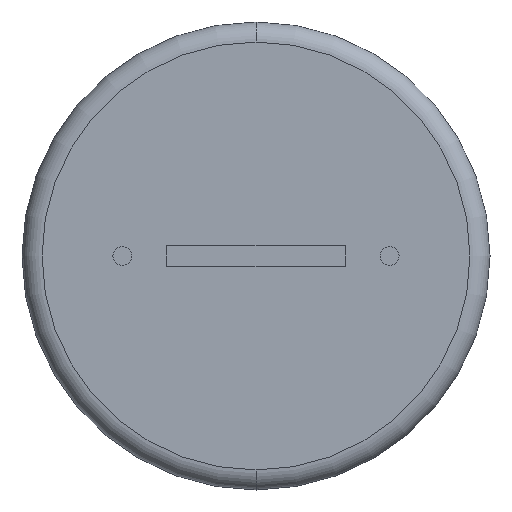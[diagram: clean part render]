
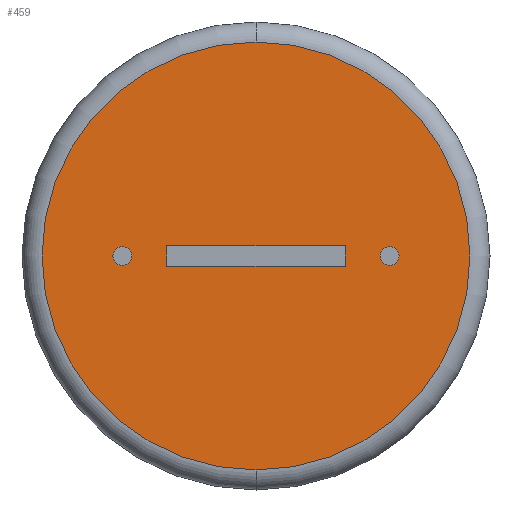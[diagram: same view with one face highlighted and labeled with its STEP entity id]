
A CAD part, front view. The second image highlights one B-rep face of the part: STEP entity #459.
In plain terms, the highlighted planar face has unit normal (0, -1, 0).
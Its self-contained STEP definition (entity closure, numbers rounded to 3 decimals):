
#19 = EDGE_LOOP ( 'NONE', ( #2114, #1254 ) ) ;
#43 = ORIENTED_EDGE ( 'NONE', *, *, #2493, .F. ) ;
#48 = DIRECTION ( 'NONE',  ( 0., 0., -1. ) ) ;
#67 = EDGE_LOOP ( 'NONE', ( #1182, #419 ) ) ;
#102 = VECTOR ( 'NONE', #48, 1000. ) ;
#156 = DIRECTION ( 'NONE',  ( 0., 1., 0. ) ) ;
#160 = VERTEX_POINT ( 'NONE', #2107 ) ;
#173 = LINE ( 'NONE', #1555, #2482 ) ;
#228 = DIRECTION ( 'NONE',  ( 0., 0., 1. ) ) ;
#248 = DIRECTION ( 'NONE',  ( 0., 0., -1. ) ) ;
#318 = DIRECTION ( 'NONE',  ( -1., 0., 0. ) ) ;
#330 = CARTESIAN_POINT ( 'NONE',  ( 0., 0., -0.15 ) ) ;
#332 = EDGE_LOOP ( 'NONE', ( #1982, #43, #1795, #1420 ) ) ;
#363 = CARTESIAN_POINT ( 'NONE',  ( 1.334, 0., -0.15 ) ) ;
#405 = CARTESIAN_POINT ( 'NONE',  ( 2., 0., 0. ) ) ;
#419 = ORIENTED_EDGE ( 'NONE', *, *, #2822, .T. ) ;
#459 = ADVANCED_FACE ( 'NONE', ( #1313, #2585, #1570, #2876 ), #2054, .F. ) ;
#497 = CARTESIAN_POINT ( 'NONE',  ( 1.334, 0., 0.15 ) ) ;
#524 = DIRECTION ( 'NONE',  ( 0., -1., 0. ) ) ;
#529 = VECTOR ( 'NONE', #318, 1000. ) ;
#538 = VERTEX_POINT ( 'NONE', #2021 ) ;
#568 = EDGE_CURVE ( 'NONE', #1453, #538, #1236, .T. ) ;
#586 = CARTESIAN_POINT ( 'NONE',  ( 0., 0., 3.2 ) ) ;
#624 = CARTESIAN_POINT ( 'NONE',  ( -1.334, 0., 0.15 ) ) ;
#627 = VERTEX_POINT ( 'NONE', #733 ) ;
#643 = DIRECTION ( 'NONE',  ( 0., 0., 1. ) ) ;
#700 = EDGE_CURVE ( 'NONE', #2729, #1813, #1139, .T. ) ;
#719 = VERTEX_POINT ( 'NONE', #497 ) ;
#733 = CARTESIAN_POINT ( 'NONE',  ( 2., 0., 0.14 ) ) ;
#763 = EDGE_LOOP ( 'NONE', ( #1850, #2511 ) ) ;
#830 = AXIS2_PLACEMENT_3D ( 'NONE', #2459, #1811, #643 ) ;
#902 = VERTEX_POINT ( 'NONE', #363 ) ;
#919 = CARTESIAN_POINT ( 'NONE',  ( 2., 0., -0.14 ) ) ;
#960 = AXIS2_PLACEMENT_3D ( 'NONE', #1412, #2576, #2334 ) ;
#968 = CARTESIAN_POINT ( 'NONE',  ( 0., 0., 0.15 ) ) ;
#1139 = CIRCLE ( 'NONE', #1334, 0.14 ) ;
#1182 = ORIENTED_EDGE ( 'NONE', *, *, #568, .T. ) ;
#1236 = CIRCLE ( 'NONE', #960, 3.2 ) ;
#1254 = ORIENTED_EDGE ( 'NONE', *, *, #700, .F. ) ;
#1277 = CARTESIAN_POINT ( 'NONE',  ( -2., 0., 0. ) ) ;
#1299 = DIRECTION ( 'NONE',  ( 1., 0., 0. ) ) ;
#1313 = FACE_BOUND ( 'NONE', #19, .T. ) ;
#1334 = AXIS2_PLACEMENT_3D ( 'NONE', #2088, #524, #1881 ) ;
#1339 = AXIS2_PLACEMENT_3D ( 'NONE', #2070, #2779, #248 ) ;
#1412 = CARTESIAN_POINT ( 'NONE',  ( 0., 0., 0. ) ) ;
#1415 = AXIS2_PLACEMENT_3D ( 'NONE', #1277, #2638, #1760 ) ;
#1419 = VERTEX_POINT ( 'NONE', #624 ) ;
#1420 = ORIENTED_EDGE ( 'NONE', *, *, #2300, .F. ) ;
#1453 = VERTEX_POINT ( 'NONE', #586 ) ;
#1461 = LINE ( 'NONE', #2527, #102 ) ;
#1555 = CARTESIAN_POINT ( 'NONE',  ( -1.334, 0., -0.15 ) ) ;
#1556 = LINE ( 'NONE', #330, #2789 ) ;
#1562 = CIRCLE ( 'NONE', #1415, 0.14 ) ;
#1570 = FACE_OUTER_BOUND ( 'NONE', #67, .T. ) ;
#1576 = LINE ( 'NONE', #968, #529 ) ;
#1583 = CIRCLE ( 'NONE', #830, 3.2 ) ;
#1681 = EDGE_CURVE ( 'NONE', #1813, #2729, #1562, .T. ) ;
#1715 = CARTESIAN_POINT ( 'NONE',  ( -2., 0., 0.14 ) ) ;
#1719 = EDGE_CURVE ( 'NONE', #2165, #627, #2953, .T. ) ;
#1760 = DIRECTION ( 'NONE',  ( 0., 0., 1. ) ) ;
#1787 = DIRECTION ( 'NONE',  ( 0., 0., -1. ) ) ;
#1795 = ORIENTED_EDGE ( 'NONE', *, *, #1837, .F. ) ;
#1811 = DIRECTION ( 'NONE',  ( 0., -1., 0. ) ) ;
#1813 = VERTEX_POINT ( 'NONE', #1715 ) ;
#1837 = EDGE_CURVE ( 'NONE', #1419, #160, #173, .T. ) ;
#1850 = ORIENTED_EDGE ( 'NONE', *, *, #2233, .T. ) ;
#1881 = DIRECTION ( 'NONE',  ( 0., 0., 1. ) ) ;
#1982 = ORIENTED_EDGE ( 'NONE', *, *, #2126, .T. ) ;
#2021 = CARTESIAN_POINT ( 'NONE',  ( 0., 0., -3.2 ) ) ;
#2054 = PLANE ( 'NONE',  #2239 ) ;
#2070 = CARTESIAN_POINT ( 'NONE',  ( 2., 0., 0. ) ) ;
#2088 = CARTESIAN_POINT ( 'NONE',  ( -2., 0., 0. ) ) ;
#2107 = CARTESIAN_POINT ( 'NONE',  ( -1.334, 0., -0.15 ) ) ;
#2114 = ORIENTED_EDGE ( 'NONE', *, *, #1681, .F. ) ;
#2126 = EDGE_CURVE ( 'NONE', #719, #902, #1461, .T. ) ;
#2165 = VERTEX_POINT ( 'NONE', #919 ) ;
#2185 = DIRECTION ( 'NONE',  ( 0., 0., -1. ) ) ;
#2233 = EDGE_CURVE ( 'NONE', #627, #2165, #2655, .T. ) ;
#2239 = AXIS2_PLACEMENT_3D ( 'NONE', #2293, #2282, #228 ) ;
#2282 = DIRECTION ( 'NONE',  ( 0., 1., 0. ) ) ;
#2293 = CARTESIAN_POINT ( 'NONE',  ( 0., 0., 0. ) ) ;
#2300 = EDGE_CURVE ( 'NONE', #719, #1419, #1576, .T. ) ;
#2334 = DIRECTION ( 'NONE',  ( 0., 0., 1. ) ) ;
#2399 = CARTESIAN_POINT ( 'NONE',  ( -2., 0., -0.14 ) ) ;
#2459 = CARTESIAN_POINT ( 'NONE',  ( 0., 0., 0. ) ) ;
#2482 = VECTOR ( 'NONE', #1787, 1000. ) ;
#2493 = EDGE_CURVE ( 'NONE', #160, #902, #1556, .T. ) ;
#2511 = ORIENTED_EDGE ( 'NONE', *, *, #1719, .T. ) ;
#2527 = CARTESIAN_POINT ( 'NONE',  ( 1.334, 0., -0.15 ) ) ;
#2576 = DIRECTION ( 'NONE',  ( 0., -1., 0. ) ) ;
#2585 = FACE_BOUND ( 'NONE', #763, .T. ) ;
#2638 = DIRECTION ( 'NONE',  ( 0., -1., 0. ) ) ;
#2655 = CIRCLE ( 'NONE', #1339, 0.14 ) ;
#2729 = VERTEX_POINT ( 'NONE', #2399 ) ;
#2779 = DIRECTION ( 'NONE',  ( 0., 1., 0. ) ) ;
#2789 = VECTOR ( 'NONE', #1299, 1000. ) ;
#2822 = EDGE_CURVE ( 'NONE', #538, #1453, #1583, .T. ) ;
#2873 = AXIS2_PLACEMENT_3D ( 'NONE', #405, #156, #2185 ) ;
#2876 = FACE_BOUND ( 'NONE', #332, .T. ) ;
#2953 = CIRCLE ( 'NONE', #2873, 0.14 ) ;
